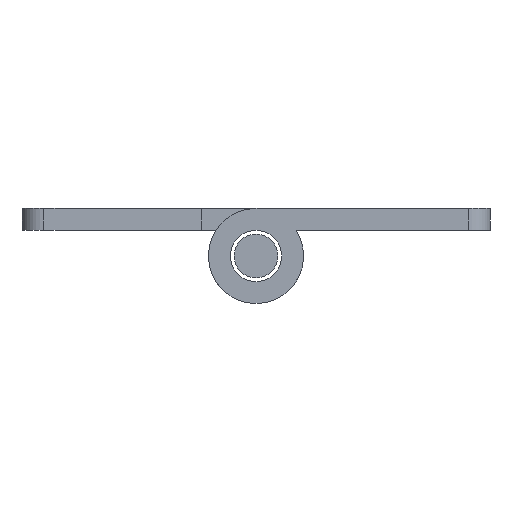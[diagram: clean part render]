
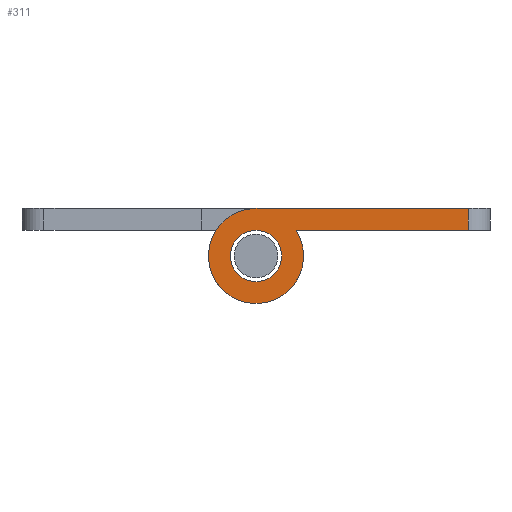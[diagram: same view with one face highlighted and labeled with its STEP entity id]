
A CAD part, front view. The second image highlights one B-rep face of the part: STEP entity #311.
In plain terms, the highlighted planar face has unit normal (0, -1, 0).
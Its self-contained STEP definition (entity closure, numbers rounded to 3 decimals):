
#14 = VERTEX_POINT ( 'NONE', #340 ) ;
#24 = VERTEX_POINT ( 'NONE', #379 ) ;
#26 = EDGE_CURVE ( 'NONE', #14, #24, #377, .T. ) ;
#30 = VERTEX_POINT ( 'NONE', #368 ) ;
#31 = EDGE_CURVE ( 'NONE', #30, #35, #367, .T. ) ;
#35 = VERTEX_POINT ( 'NONE', #414 ) ;
#43 = EDGE_CURVE ( 'NONE', #45, #30, #412, .T. ) ;
#45 = VERTEX_POINT ( 'NONE', #407 ) ;
#56 = EDGE_CURVE ( 'NONE', #24, #14, #442, .T. ) ;
#212 = ORIENTED_EDGE ( 'NONE', *, *, #56, .T. ) ;
#296 = ORIENTED_EDGE ( 'NONE', *, *, #26, .T. ) ;
#297 = ORIENTED_EDGE ( 'NONE', *, *, #43, .F. ) ;
#298 = ORIENTED_EDGE ( 'NONE', *, *, #31, .F. ) ;
#299 = EDGE_LOOP ( 'NONE', ( #296, #212 ) ) ;
#300 = ORIENTED_EDGE ( 'NONE', *, *, #301, .F. ) ;
#301 = EDGE_CURVE ( 'NONE', #35, #302, #879, .T. ) ;
#302 = VERTEX_POINT ( 'NONE', #875 ) ;
#304 = VERTEX_POINT ( 'NONE', #869 ) ;
#305 = ORIENTED_EDGE ( 'NONE', *, *, #306, .T. ) ;
#306 = EDGE_CURVE ( 'NONE', #304, #302, #868, .T. ) ;
#307 = ORIENTED_EDGE ( 'NONE', *, *, #312, .F. ) ;
#310 = EDGE_LOOP ( 'NONE', ( #307, #305, #300, #298, #297 ) ) ;
#311 = ADVANCED_FACE ( 'NONE', ( #864, #863 ), #862, .F. ) ;
#312 = EDGE_CURVE ( 'NONE', #304, #45, #857, .T. ) ;
#340 = CARTESIAN_POINT ( 'NONE',  ( 0., 0., -1.75 ) ) ;
#367 = CIRCLE ( 'NONE', #428, 3.25 ) ;
#368 = CARTESIAN_POINT ( 'NONE',  ( 0., 0., -3.25 ) ) ;
#373 = DIRECTION ( 'NONE',  ( 0., 0., 1. ) ) ;
#374 = DIRECTION ( 'NONE',  ( 0., 1., 0. ) ) ;
#375 = CARTESIAN_POINT ( 'NONE',  ( 0., 0., 0. ) ) ;
#376 = AXIS2_PLACEMENT_3D ( 'NONE', #375, #374, #373 ) ;
#377 = CIRCLE ( 'NONE', #376, 1.75 ) ;
#379 = CARTESIAN_POINT ( 'NONE',  ( 0., 0., 1.75 ) ) ;
#407 = CARTESIAN_POINT ( 'NONE',  ( 2.739, 0., 1.75 ) ) ;
#408 = DIRECTION ( 'NONE',  ( 0., 0., 1. ) ) ;
#409 = DIRECTION ( 'NONE',  ( 0., 1., 0. ) ) ;
#410 = CARTESIAN_POINT ( 'NONE',  ( 0., 0., 0. ) ) ;
#411 = AXIS2_PLACEMENT_3D ( 'NONE', #410, #409, #408 ) ;
#412 = CIRCLE ( 'NONE', #411, 3.25 ) ;
#414 = CARTESIAN_POINT ( 'NONE',  ( 0., 0., 3.25 ) ) ;
#425 = DIRECTION ( 'NONE',  ( 0., 0., 1. ) ) ;
#426 = DIRECTION ( 'NONE',  ( 0., 1., 0. ) ) ;
#427 = CARTESIAN_POINT ( 'NONE',  ( 0., 0., 0. ) ) ;
#428 = AXIS2_PLACEMENT_3D ( 'NONE', #427, #426, #425 ) ;
#439 = DIRECTION ( 'NONE',  ( 0., 0., 1. ) ) ;
#440 = DIRECTION ( 'NONE',  ( 0., 1., 0. ) ) ;
#441 = AXIS2_PLACEMENT_3D ( 'NONE', #446, #440, #439 ) ;
#442 = CIRCLE ( 'NONE', #441, 1.75 ) ;
#446 = CARTESIAN_POINT ( 'NONE',  ( 0., 0., 0. ) ) ;
#854 = DIRECTION ( 'NONE',  ( -1., 0., 0. ) ) ;
#855 = VECTOR ( 'NONE', #854, 1000. ) ;
#856 = CARTESIAN_POINT ( 'NONE',  ( 16., 0., 1.75 ) ) ;
#857 = LINE ( 'NONE', #856, #855 ) ;
#858 = DIRECTION ( 'NONE',  ( 0., 0., 1. ) ) ;
#859 = DIRECTION ( 'NONE',  ( 0., 1., 0. ) ) ;
#860 = CARTESIAN_POINT ( 'NONE',  ( 0., 0., 0. ) ) ;
#861 = AXIS2_PLACEMENT_3D ( 'NONE', #860, #859, #858 ) ;
#862 = PLANE ( 'NONE',  #861 ) ;
#863 = FACE_BOUND ( 'NONE', #299, .T. ) ;
#864 = FACE_OUTER_BOUND ( 'NONE', #310, .T. ) ;
#865 = DIRECTION ( 'NONE',  ( 0., 0., 1. ) ) ;
#866 = VECTOR ( 'NONE', #865, 1000. ) ;
#867 = CARTESIAN_POINT ( 'NONE',  ( 14.5, 0., 0. ) ) ;
#868 = LINE ( 'NONE', #867, #866 ) ;
#869 = CARTESIAN_POINT ( 'NONE',  ( 14.5, 0., 1.75 ) ) ;
#875 = CARTESIAN_POINT ( 'NONE',  ( 14.5, 0., 3.25 ) ) ;
#876 = DIRECTION ( 'NONE',  ( 1., 0., 0. ) ) ;
#877 = VECTOR ( 'NONE', #876, 1000. ) ;
#878 = CARTESIAN_POINT ( 'NONE',  ( 0., 0., 3.25 ) ) ;
#879 = LINE ( 'NONE', #878, #877 ) ;
